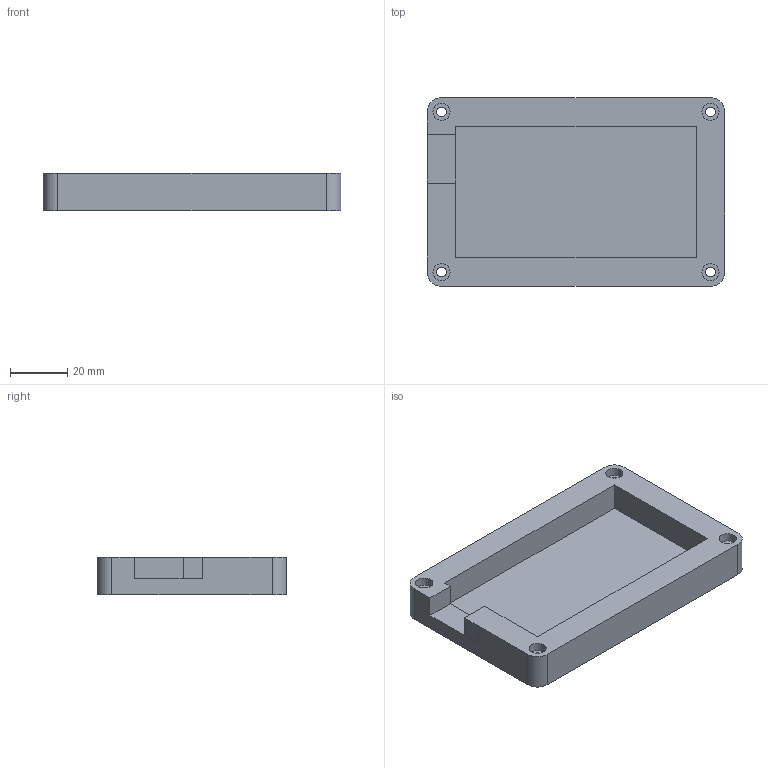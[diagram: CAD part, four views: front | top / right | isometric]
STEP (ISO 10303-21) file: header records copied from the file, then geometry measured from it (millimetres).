
FILE_DESCRIPTION(/* description */ ('STEP AP242 Edition 2','CAx-IF Rec.Pracs.---Representation and Presentation of Product Manufacturing Information (PMI)---4.0---2014-10-13','CAx-IF Rec.Pracs.---3D Tessellated Geometry---0.4---2014-09-14','2;1','CAx-IF Rec.Pracs.---User Defined Attributes---1.5---2016-08-15'),/* implementation_level */ '2;1');
FILE_NAME(/* name */ '6937eebbb719a3ab30a651eb',/* time_stamp */ '2025-12-09T09:41:16Z',/* author */ (''),/* organization */ (''),/* preprocessor_version */ 'ST-DEVELOPER v20',/* originating_system */ 'ONSHAPE BY PTC INC, 1.207',/* authorisation */ ' ');
FILE_SCHEMA (('AP242_MANAGED_MODEL_BASED_3D_ENGINEERING_MIM_LF { 1 0 10303 442 3 1 4 }'));
Length unit declared in the file: millimetre
Products named in the file (1): Taps easy copy and paste 
Bounding box: 104 x 66 x 13 mm (x, y, z)
Volume: 48323.1 mm3; surface area: 21071.6 mm2
Topology: 1 solids, 1 shells, 31 faces, 77 edges, 52 vertices
Faces by surface type: plane 19, cylinder 12
Full cylindrical faces by diameter (mm): 3.4 x4, 6 x4
Entity records: 929 total; most frequent: DIRECTION 157, CARTESIAN_POINT 153, ORIENTED_EDGE 138, EDGE_CURVE 69, AXIS2_PLACEMENT_3D 56, VERTEX_POINT 52, EDGE_LOOP 51, FACE_BOUND 51
